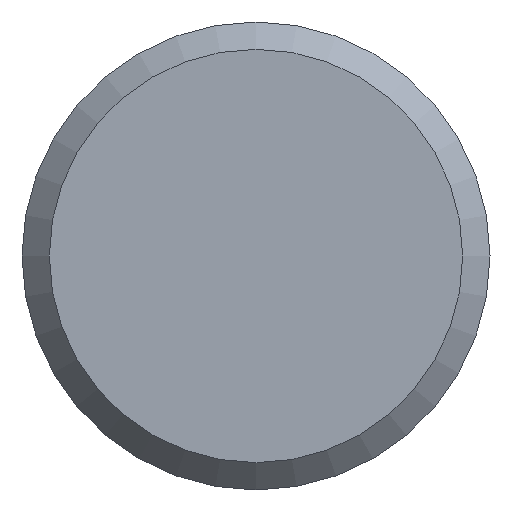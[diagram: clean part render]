
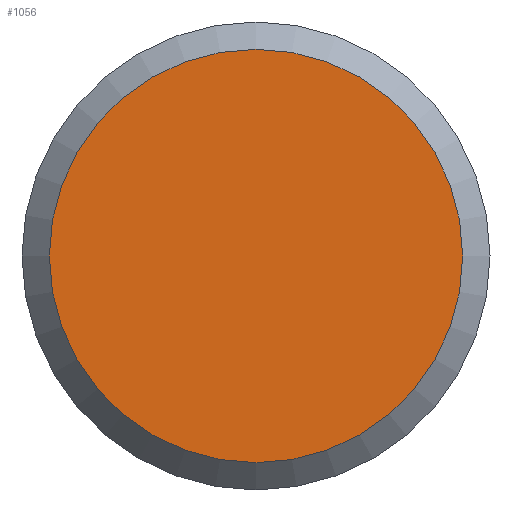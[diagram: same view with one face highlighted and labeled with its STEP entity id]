
A CAD part, front view. The second image highlights one B-rep face of the part: STEP entity #1056.
In plain terms, the highlighted planar face has unit normal (0, -1, 0).
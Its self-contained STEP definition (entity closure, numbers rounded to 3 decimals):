
#76=PLANE('',#1180);
#125=FACE_OUTER_BOUND('',#200,.T.);
#200=EDGE_LOOP('',(#760));
#388=CIRCLE('',#1177,5.3);
#454=VERTEX_POINT('',#1670);
#566=EDGE_CURVE('',#454,#454,#388,.T.);
#760=ORIENTED_EDGE('',*,*,#566,.T.);
#1056=ADVANCED_FACE('',(#125),#76,.T.);
#1177=AXIS2_PLACEMENT_3D('',#1671,#1390,#1391);
#1180=AXIS2_PLACEMENT_3D('',#1677,#1397,#1398);
#1390=DIRECTION('center_axis',(0.,-1.,0.));
#1391=DIRECTION('ref_axis',(1.,0.,0.));
#1397=DIRECTION('center_axis',(0.,-1.,0.));
#1398=DIRECTION('ref_axis',(0.,0.,-1.));
#1670=CARTESIAN_POINT('',(-5.3,-1.,0.));
#1671=CARTESIAN_POINT('Origin',(0.,-1.,0.));
#1677=CARTESIAN_POINT('Origin',(2.65,-1.,0.));
